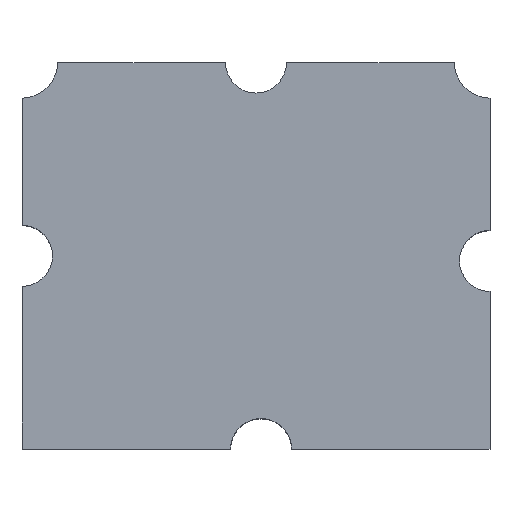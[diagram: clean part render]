
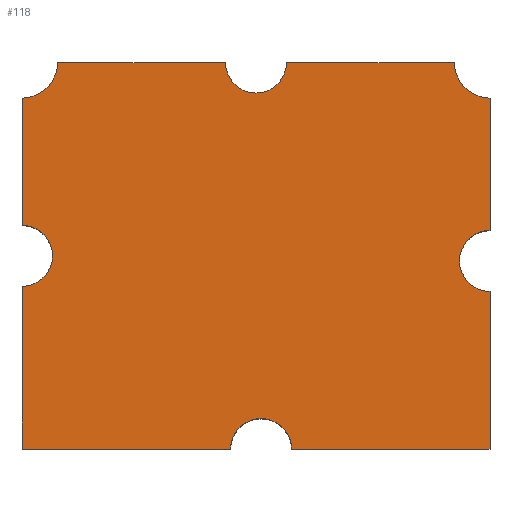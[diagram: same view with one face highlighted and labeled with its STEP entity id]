
A CAD part, top view. The second image highlights one B-rep face of the part: STEP entity #118.
In plain terms, the highlighted planar face has unit normal (0, 0, 1).
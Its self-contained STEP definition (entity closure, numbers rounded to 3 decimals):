
#118=ADVANCED_FACE('',(#144),#134,.T.);
#134=PLANE('',#409);
#144=FACE_OUTER_BOUND('',#160,.T.);
#160=EDGE_LOOP('',(#188,#189,#190,#191,#192,#193,#194,#195,#196,#197,#198,
#199,#200,#201));
#176=CIRCLE('',#403,0.018);
#177=CIRCLE('',#404,0.015);
#178=CIRCLE('',#405,0.018);
#179=CIRCLE('',#406,0.015);
#180=CIRCLE('',#407,0.015);
#181=CIRCLE('',#408,0.015);
#188=ORIENTED_EDGE('',*,*,#300,.F.);
#189=ORIENTED_EDGE('',*,*,#301,.T.);
#190=ORIENTED_EDGE('',*,*,#302,.F.);
#191=ORIENTED_EDGE('',*,*,#303,.F.);
#192=ORIENTED_EDGE('',*,*,#304,.F.);
#193=ORIENTED_EDGE('',*,*,#305,.F.);
#194=ORIENTED_EDGE('',*,*,#306,.F.);
#195=ORIENTED_EDGE('',*,*,#307,.F.);
#196=ORIENTED_EDGE('',*,*,#308,.F.);
#197=ORIENTED_EDGE('',*,*,#309,.F.);
#198=ORIENTED_EDGE('',*,*,#310,.F.);
#199=ORIENTED_EDGE('',*,*,#311,.F.);
#200=ORIENTED_EDGE('',*,*,#312,.F.);
#201=ORIENTED_EDGE('',*,*,#313,.F.);
#272=VERTEX_POINT('',#521);
#273=VERTEX_POINT('',#522);
#274=VERTEX_POINT('',#524);
#275=VERTEX_POINT('',#526);
#276=VERTEX_POINT('',#528);
#277=VERTEX_POINT('',#530);
#278=VERTEX_POINT('',#532);
#279=VERTEX_POINT('',#534);
#280=VERTEX_POINT('',#536);
#281=VERTEX_POINT('',#538);
#282=VERTEX_POINT('',#540);
#283=VERTEX_POINT('',#542);
#284=VERTEX_POINT('',#544);
#285=VERTEX_POINT('',#546);
#300=EDGE_CURVE('',#272,#273,#342,.T.);
#301=EDGE_CURVE('',#272,#274,#176,.T.);
#302=EDGE_CURVE('',#275,#274,#343,.T.);
#303=EDGE_CURVE('',#276,#275,#177,.T.);
#304=EDGE_CURVE('',#277,#276,#344,.T.);
#305=EDGE_CURVE('',#278,#277,#178,.T.);
#306=EDGE_CURVE('',#279,#278,#345,.T.);
#307=EDGE_CURVE('',#280,#279,#179,.T.);
#308=EDGE_CURVE('',#281,#280,#346,.T.);
#309=EDGE_CURVE('',#282,#281,#347,.T.);
#310=EDGE_CURVE('',#283,#282,#180,.T.);
#311=EDGE_CURVE('',#284,#283,#348,.T.);
#312=EDGE_CURVE('',#285,#284,#349,.T.);
#313=EDGE_CURVE('',#273,#285,#181,.T.);
#342=LINE('',#520,#372);
#343=LINE('',#525,#373);
#344=LINE('',#529,#374);
#345=LINE('',#533,#375);
#346=LINE('',#537,#376);
#347=LINE('',#539,#377);
#348=LINE('',#543,#378);
#349=LINE('',#545,#379);
#372=VECTOR('',#433,1.);
#373=VECTOR('',#436,1.);
#374=VECTOR('',#439,1.);
#375=VECTOR('',#442,1.);
#376=VECTOR('',#445,1.);
#377=VECTOR('',#446,1.);
#378=VECTOR('',#449,1.);
#379=VECTOR('',#450,1.);
#403=AXIS2_PLACEMENT_3D('',#523,#434,#435);
#404=AXIS2_PLACEMENT_3D('',#527,#437,#438);
#405=AXIS2_PLACEMENT_3D('',#531,#440,#441);
#406=AXIS2_PLACEMENT_3D('',#535,#443,#444);
#407=AXIS2_PLACEMENT_3D('',#541,#447,#448);
#408=AXIS2_PLACEMENT_3D('',#547,#451,#452);
#409=AXIS2_PLACEMENT_3D('',#548,#453,#454);
#433=DIRECTION('',(0.,-1.,0.));
#434=DIRECTION('',(0.,0.,-1.));
#435=DIRECTION('',(1.,0.,0.));
#436=DIRECTION('',(1.,0.,0.));
#437=DIRECTION('',(0.,0.,1.));
#438=DIRECTION('',(1.,0.,0.));
#439=DIRECTION('',(1.,0.,0.));
#440=DIRECTION('',(0.,0.,1.));
#441=DIRECTION('',(1.,0.,0.));
#442=DIRECTION('',(0.,1.,0.));
#443=DIRECTION('',(0.,0.,1.));
#444=DIRECTION('',(1.,0.,0.));
#445=DIRECTION('',(0.,1.,0.));
#446=DIRECTION('',(-1.,0.,0.));
#447=DIRECTION('',(0.,0.,1.));
#448=DIRECTION('',(1.,0.,0.));
#449=DIRECTION('',(-1.,0.,0.));
#450=DIRECTION('',(0.,-1.,0.));
#451=DIRECTION('',(0.,0.,1.));
#452=DIRECTION('',(1.,0.,0.));
#453=DIRECTION('',(0.,0.,1.));
#454=DIRECTION('',(-1.,0.,0.));
#520=CARTESIAN_POINT('',(0.615,0.25,0.25));
#521=CARTESIAN_POINT('',(0.615,0.328,0.25));
#522=CARTESIAN_POINT('',(0.615,0.263,0.25));
#523=CARTESIAN_POINT('',(0.615,0.345,0.25));
#524=CARTESIAN_POINT('',(0.598,0.345,0.25));
#525=CARTESIAN_POINT('',(0.5,0.345,0.25));
#526=CARTESIAN_POINT('',(0.515,0.345,0.25));
#527=CARTESIAN_POINT('',(0.5,0.345,0.25));
#528=CARTESIAN_POINT('',(0.485,0.345,0.25));
#529=CARTESIAN_POINT('',(0.5,0.345,0.25));
#530=CARTESIAN_POINT('',(0.403,0.345,0.25));
#531=CARTESIAN_POINT('',(0.385,0.345,0.25));
#532=CARTESIAN_POINT('',(0.385,0.328,0.25));
#533=CARTESIAN_POINT('',(0.385,0.25,0.25));
#534=CARTESIAN_POINT('',(0.385,0.265,0.25));
#535=CARTESIAN_POINT('',(0.385,0.25,0.25));
#536=CARTESIAN_POINT('',(0.385,0.235,0.25));
#537=CARTESIAN_POINT('',(0.385,0.25,0.25));
#538=CARTESIAN_POINT('',(0.385,0.155,0.25));
#539=CARTESIAN_POINT('',(0.5,0.155,0.25));
#540=CARTESIAN_POINT('',(0.488,0.155,0.25));
#541=CARTESIAN_POINT('',(0.503,0.155,0.25));
#542=CARTESIAN_POINT('',(0.518,0.155,0.25));
#543=CARTESIAN_POINT('',(0.5,0.155,0.25));
#544=CARTESIAN_POINT('',(0.615,0.155,0.25));
#545=CARTESIAN_POINT('',(0.615,0.25,0.25));
#546=CARTESIAN_POINT('',(0.615,0.233,0.25));
#547=CARTESIAN_POINT('',(0.615,0.248,0.25));
#548=CARTESIAN_POINT('',(0.5,0.25,0.25));
